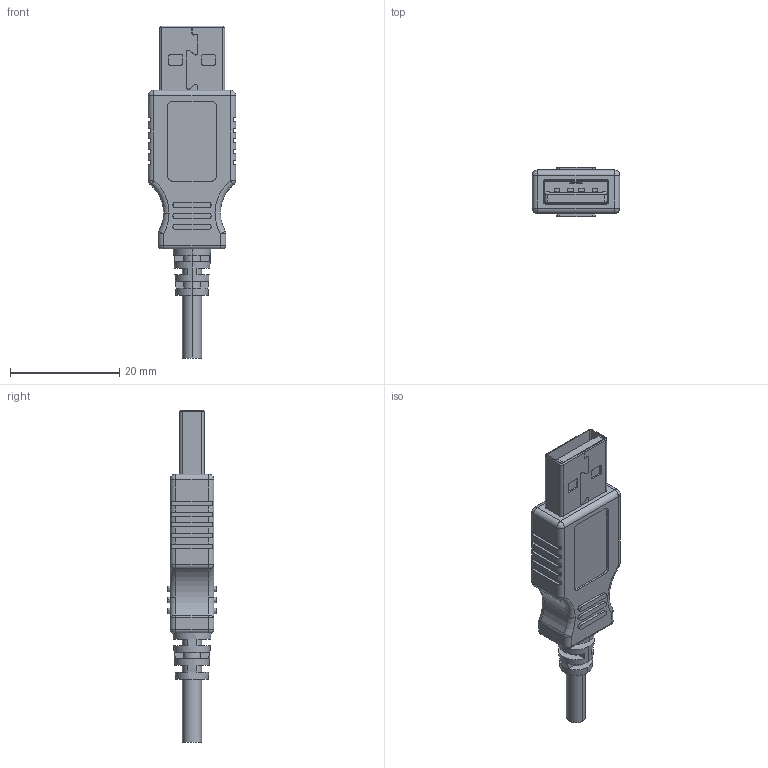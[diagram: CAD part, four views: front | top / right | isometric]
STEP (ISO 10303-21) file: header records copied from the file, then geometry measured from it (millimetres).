
FILE_DESCRIPTION (( 'STEP AP214' ), '1' );
FILE_NAME ('USB Plug A+.STEP', '2019-08-10T11:54:01', ( 'Admin' ), ( '' ), 'SwSTEP 2.0', 'SolidWorks 2018', '' );
FILE_SCHEMA (( 'AUTOMOTIVE_DESIGN' ));
Length unit declared in the file: millimetre
Products named in the file (1): USB Plug A+
Bounding box: 16 x 9 x 60.75 mm (x, y, z)
Volume: 4058.3 mm3; surface area: 5081.6 mm2
Topology: 8 solids, 8 shells, 565 faces, 1556 edges, 992 vertices
Faces by surface type: plane 338, cylinder 175, torus 34, sphere 12, cone 6
Entity records: 24332 total; most frequent: CARTESIAN_POINT 3262, DIRECTION 3140, ORIENTED_EDGE 3088, EDGE_CURVE 1544, AXIS2_PLACEMENT_3D 1054, LINE 1032, VECTOR 1032, VERTEX_POINT 992
